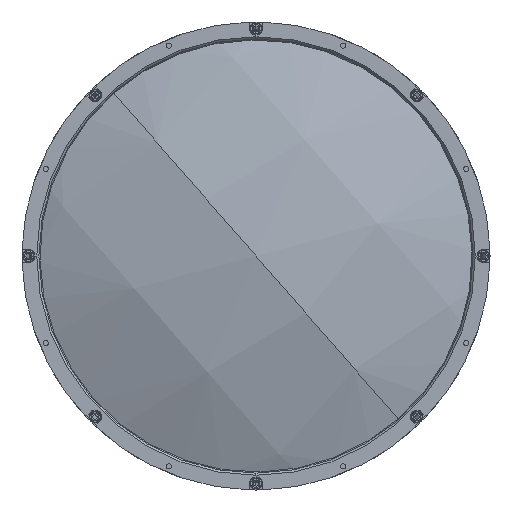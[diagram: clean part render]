
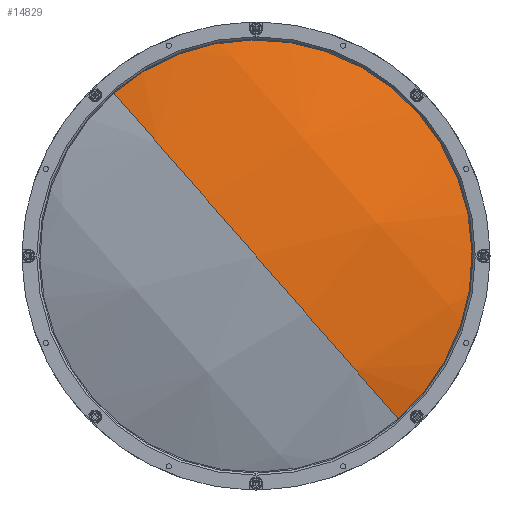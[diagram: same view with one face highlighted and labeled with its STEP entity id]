
A CAD part, left-side view. The second image highlights one B-rep face of the part: STEP entity #14829.
In plain terms, the highlighted spherical face has radius 264.145 mm.
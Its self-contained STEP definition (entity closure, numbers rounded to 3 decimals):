
#540 = VERTEX_POINT ( 'NONE', #2015 ) ;
#613 = DIRECTION ( 'NONE',  ( 0., -0.657, -0.753 ) ) ;
#708 = DIRECTION ( 'NONE',  ( -1., 0., 0. ) ) ;
#1251 = DIRECTION ( 'NONE',  ( 0., -0.753, 0.657 ) ) ;
#1709 = VERTEX_POINT ( 'NONE', #23712 ) ;
#2015 = CARTESIAN_POINT ( 'NONE',  ( 18.666, -69.034, -79.116 ) ) ;
#4063 = AXIS2_PLACEMENT_3D ( 'NONE', #27956, #14344, #613 ) ;
#4529 = EDGE_CURVE ( 'NONE', #540, #1709, #16441, .T. ) ;
#7422 = CIRCLE ( 'NONE', #17212, 105. ) ;
#9154 = EDGE_CURVE ( 'NONE', #540, #21353, #7422, .T. ) ;
#11329 = CARTESIAN_POINT ( 'NONE',  ( 18.666, 69.034, 79.116 ) ) ;
#12785 = CARTESIAN_POINT ( 'NONE',  ( 261.045, 0., 0. ) ) ;
#13257 = SPHERICAL_SURFACE ( 'NONE', #21090, 264.145 ) ;
#14344 = DIRECTION ( 'NONE',  ( 0., -0.753, 0.657 ) ) ;
#14440 = CARTESIAN_POINT ( 'NONE',  ( 18.666, 0., 0. ) ) ;
#14670 = DIRECTION ( 'NONE',  ( 0., 0.657, 0.753 ) ) ;
#14829 = ADVANCED_FACE ( 'NONE', ( #17861 ), #13257, .T. ) ;
#14845 = ORIENTED_EDGE ( 'NONE', *, *, #9154, .T. ) ;
#15241 = DIRECTION ( 'NONE',  ( 0., 0.753, -0.657 ) ) ;
#15986 = ORIENTED_EDGE ( 'NONE', *, *, #4529, .F. ) ;
#16345 = CARTESIAN_POINT ( 'NONE',  ( 261.045, 0., 0. ) ) ;
#16441 = CIRCLE ( 'NONE', #27450, 264.145 ) ;
#16707 = DIRECTION ( 'NONE',  ( 0., -0.753, 0.657 ) ) ;
#17212 = AXIS2_PLACEMENT_3D ( 'NONE', #14440, #708, #16707 ) ;
#17861 = FACE_OUTER_BOUND ( 'NONE', #29191, .T. ) ;
#18288 = EDGE_CURVE ( 'NONE', #21353, #1709, #25072, .T. ) ;
#21090 = AXIS2_PLACEMENT_3D ( 'NONE', #12785, #1251, #28648 ) ;
#21353 = VERTEX_POINT ( 'NONE', #11329 ) ;
#23059 = ORIENTED_EDGE ( 'NONE', *, *, #18288, .T. ) ;
#23712 = CARTESIAN_POINT ( 'NONE',  ( -3.1, 0., 0. ) ) ;
#25072 = CIRCLE ( 'NONE', #4063, 264.145 ) ;
#27450 = AXIS2_PLACEMENT_3D ( 'NONE', #16345, #15241, #14670 ) ;
#27956 = CARTESIAN_POINT ( 'NONE',  ( 261.045, 0., 0. ) ) ;
#28648 = DIRECTION ( 'NONE',  ( 0., -0.657, -0.753 ) ) ;
#29191 = EDGE_LOOP ( 'NONE', ( #14845, #23059, #15986 ) ) ;
